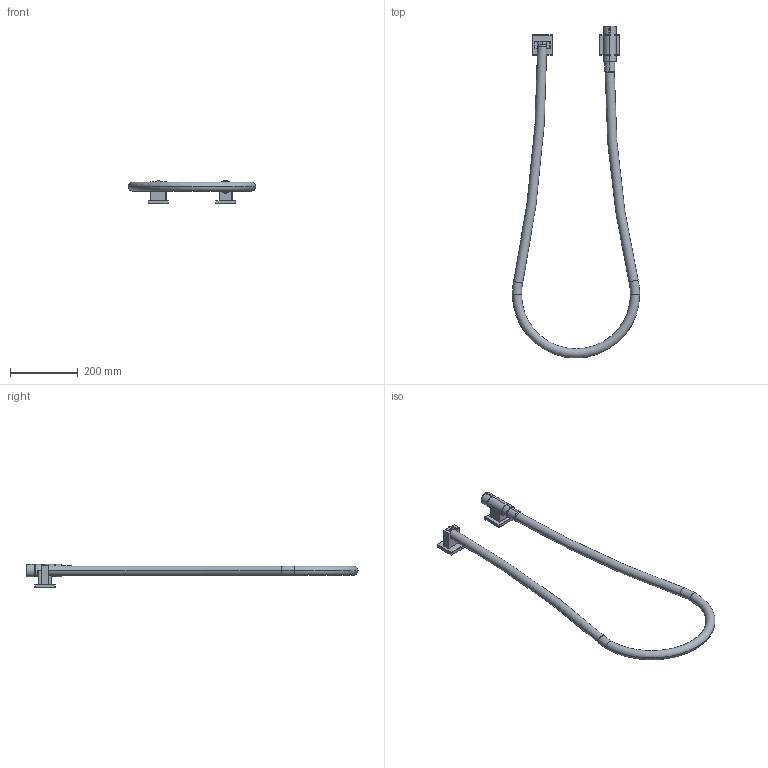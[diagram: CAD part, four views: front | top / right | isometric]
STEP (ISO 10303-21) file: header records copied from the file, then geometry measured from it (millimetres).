
FILE_DESCRIPTION (( 'STEP AP214' ), '1' );
FILE_NAME ('27821979.STEP', '2020-09-28T09:23:22', ( '' ), ( '' ), 'SwSTEP 2.0', 'SolidWorks 2020', '' );
FILE_SCHEMA (( 'AUTOMOTIVE_DESIGN' ));
Length unit declared in the file: millimetre
Products named in the file (6): Planungsmodell_Schlauch-+-09.30.02.072-01_ _K7_Einbau_27820979; 27821979; Planungsmodell_Anschluss-+-28.486.979-1_ _PDB_28486979-00; Planungsmodell_Anschluss-+-09.11.03.052.94-01_ _K1; Planungsmodell_Halter-+-09.17.20.023.94-01_ _K1; Planungsmodell_Abdeckung-+-33.543.780-01_ _K38_60x9x60
Assembly tree (6 placements, depth 3):
  27821979
    Planungsmodell_Anschluss-+-28.486.979-1_ _PDB_28486979-00
      Planungsmodell_Abdeckung-+-33.543.780-01_ _K38_60x9x60
      Planungsmodell_Anschluss-+-09.11.03.052.94-01_ _K1
    Planungsmodell_Abdeckung-+-33.543.780-01_ _K38_60x9x60
    Planungsmodell_Halter-+-09.17.20.023.94-01_ _K1
    Planungsmodell_Schlauch-+-09.30.02.072-01_ _K7_Einbau_27820979
Bounding box: 377.2 x 983.44 x 68.5 mm (x, y, z)
Volume: 1419968.4 mm3; surface area: 225848.8 mm2
Topology: 5 solids, 5 shells, 132 faces, 300 edges, 169 vertices
Faces by surface type: cylinder 54, plane 37, torus 20, sphere 16, bspline 4, cone 1
Entity records: 3533 total; most frequent: CARTESIAN_POINT 747, DIRECTION 613, ORIENTED_EDGE 496, AXIS2_PLACEMENT_3D 259, EDGE_CURVE 248, VERTEX_POINT 149, CIRCLE 139, EDGE_LOOP 121
